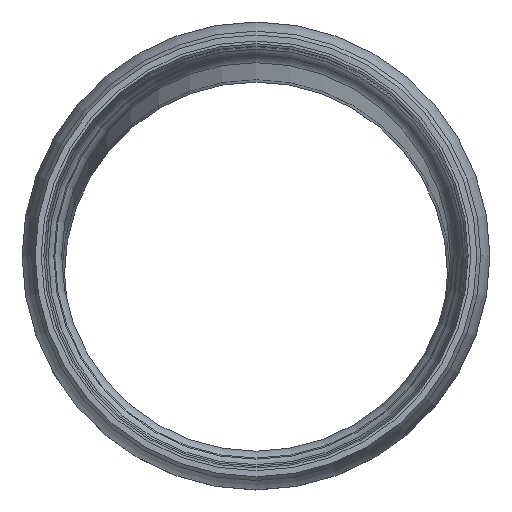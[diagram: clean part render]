
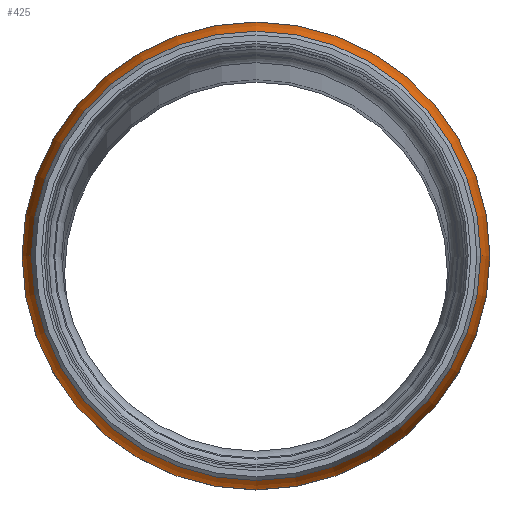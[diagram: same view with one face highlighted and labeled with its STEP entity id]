
A CAD part, top view. The second image highlights one B-rep face of the part: STEP entity #425.
In plain terms, the highlighted toroidal (fillet/blend) face has major radius 340.006 mm and minor radius 249.994 mm.
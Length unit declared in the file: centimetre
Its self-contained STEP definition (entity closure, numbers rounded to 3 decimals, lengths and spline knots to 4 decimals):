
#74=FACE_OUTER_BOUND('',#100,.T.);
#100=EDGE_LOOP('',(#366,#367,#368,#369,#370,#371));
#151=CIRCLE('',#496,59.);
#152=CIRCLE('',#497,59.);
#153=CIRCLE('',#499,24.9994);
#154=CIRCLE('',#500,56.6577);
#155=CIRCLE('',#501,56.6577);
#195=VERTEX_POINT('',#817);
#196=VERTEX_POINT('',#819);
#197=VERTEX_POINT('',#823);
#198=VERTEX_POINT('',#825);
#254=EDGE_CURVE('',#195,#196,#151,.T.);
#255=EDGE_CURVE('',#196,#195,#152,.T.);
#256=EDGE_CURVE('',#196,#197,#153,.T.);
#257=EDGE_CURVE('',#197,#198,#154,.T.);
#258=EDGE_CURVE('',#198,#197,#155,.T.);
#366=ORIENTED_EDGE('',*,*,#255,.F.);
#367=ORIENTED_EDGE('',*,*,#256,.T.);
#368=ORIENTED_EDGE('',*,*,#257,.T.);
#369=ORIENTED_EDGE('',*,*,#258,.T.);
#370=ORIENTED_EDGE('',*,*,#256,.F.);
#371=ORIENTED_EDGE('',*,*,#254,.F.);
#403=TOROIDAL_SURFACE('',#498,34.0006,24.9994);
#425=ADVANCED_FACE('',(#74),#403,.T.);
#496=AXIS2_PLACEMENT_3D('',#820,#649,#650);
#497=AXIS2_PLACEMENT_3D('',#821,#651,#652);
#498=AXIS2_PLACEMENT_3D('',#822,#653,#654);
#499=AXIS2_PLACEMENT_3D('',#824,#655,#656);
#500=AXIS2_PLACEMENT_3D('',#826,#657,#658);
#501=AXIS2_PLACEMENT_3D('',#827,#659,#660);
#649=DIRECTION('center_axis',(0.,0.,-1.));
#650=DIRECTION('ref_axis',(1.,0.,0.));
#651=DIRECTION('center_axis',(0.,0.,-1.));
#652=DIRECTION('ref_axis',(1.,0.,0.));
#653=DIRECTION('center_axis',(0.,0.,-1.));
#654=DIRECTION('ref_axis',(0.,1.,0.));
#655=DIRECTION('center_axis',(-1.,0.,0.));
#656=DIRECTION('ref_axis',(0.,-1.,0.));
#657=DIRECTION('center_axis',(0.,0.,-1.));
#658=DIRECTION('ref_axis',(1.,0.,0.));
#659=DIRECTION('center_axis',(0.,0.,-1.));
#660=DIRECTION('ref_axis',(1.,0.,0.));
#817=CARTESIAN_POINT('',(170.7361,1295.8059,1256.3977));
#819=CARTESIAN_POINT('',(111.7361,1236.8059,1256.3977));
#820=CARTESIAN_POINT('Origin',(111.7361,1295.8059,1256.3977));
#821=CARTESIAN_POINT('Origin',(111.7361,1295.8059,1256.3977));
#822=CARTESIAN_POINT('Origin',(111.7361,1295.8059,1256.3978));
#823=CARTESIAN_POINT('',(111.7361,1239.1482,1266.9631));
#824=CARTESIAN_POINT('Origin',(111.7361,1261.8053,1256.3978));
#825=CARTESIAN_POINT('',(168.3938,1295.8059,1266.9631));
#826=CARTESIAN_POINT('Origin',(111.7361,1295.8059,1266.9631));
#827=CARTESIAN_POINT('Origin',(111.7361,1295.8059,1266.9631));
